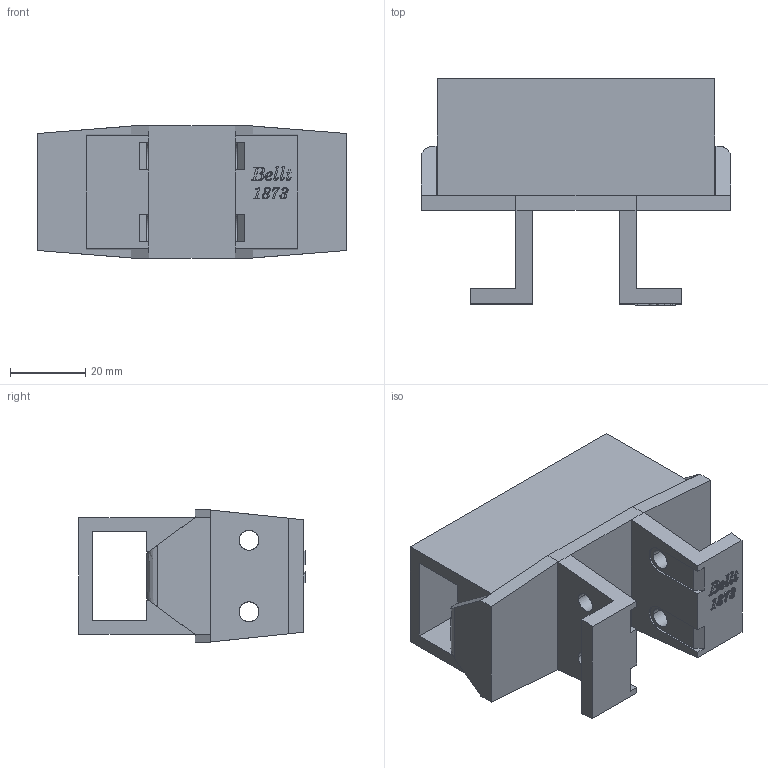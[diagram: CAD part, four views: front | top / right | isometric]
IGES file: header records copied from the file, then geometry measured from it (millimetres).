
Start section: SolidWorks IGES file using analytic representation for surfaces
Global section: file name: Bellt - 187307 - 1873 K325 Tab GQ.IGS; native system: SolidWorks 2024; preprocessor: SolidWorks 2024; author: User; date: 250923.150458; units: millimetre
Bounding box: 82.6 x 60.3 x 35.2 mm (x, y, z)
Surface area: 30312.9 mm2 (no closed solid volume)
Topology: 0 solids, 0 shells, 261 faces, 3268 edges, 3268 vertices
Faces by surface type: bspline 247, revolution 14
